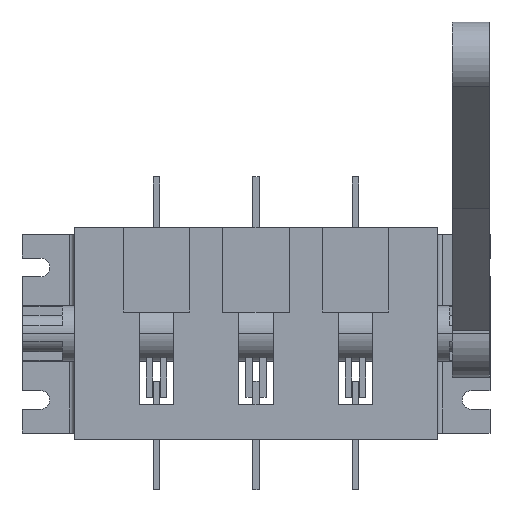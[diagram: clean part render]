
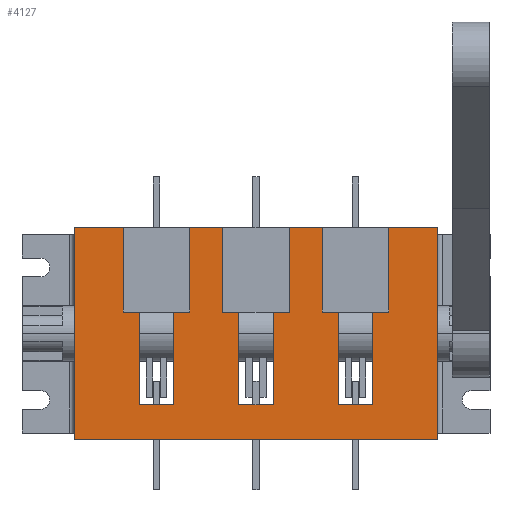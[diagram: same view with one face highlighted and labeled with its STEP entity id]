
A CAD part, top view. The second image highlights one B-rep face of the part: STEP entity #4127.
In plain terms, the highlighted planar face has unit normal (0, 0, 1).
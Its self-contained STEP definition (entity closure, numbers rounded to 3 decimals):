
#208 = CARTESIAN_POINT ( 'NONE',  ( -6.5, -13., 0. ) ) ;
#261 = CARTESIAN_POINT ( 'NONE',  ( 44., -67., 0. ) ) ;
#358 = DIRECTION ( 'NONE',  ( 0., 1., 0. ) ) ;
#377 = VERTEX_POINT ( 'NONE', #5608 ) ;
#444 = DIRECTION ( 'NONE',  ( -1., 0., 0. ) ) ;
#525 = VERTEX_POINT ( 'NONE', #1194 ) ;
#563 = FACE_BOUND ( 'NONE', #3836, .T. ) ;
#593 = ORIENTED_EDGE ( 'NONE', *, *, #7312, .T. ) ;
#697 = VERTEX_POINT ( 'NONE', #7595 ) ;
#710 = LINE ( 'NONE', #6590, #5427 ) ;
#751 = VECTOR ( 'NONE', #6030, 1000. ) ;
#823 = ORIENTED_EDGE ( 'NONE', *, *, #9728, .F. ) ;
#861 = CARTESIAN_POINT ( 'NONE',  ( 0., 0., 0. ) ) ;
#998 = VECTOR ( 'NONE', #9696, 1000. ) ;
#1194 = CARTESIAN_POINT ( 'NONE',  ( -44., -67., 0. ) ) ;
#1240 = CARTESIAN_POINT ( 'NONE',  ( -6.5, -67., 0. ) ) ;
#1280 = LINE ( 'NONE', #5793, #8700 ) ;
#1281 = EDGE_CURVE ( 'NONE', #5014, #2037, #3702, .T. ) ;
#1465 = DIRECTION ( 'NONE',  ( 0., -1., 0. ) ) ;
#1529 = CARTESIAN_POINT ( 'NONE',  ( -44., -13., 0. ) ) ;
#1618 = EDGE_CURVE ( 'NONE', #5180, #7078, #8901, .T. ) ;
#1634 = DIRECTION ( 'NONE',  ( 1., 0., 0. ) ) ;
#1651 = ORIENTED_EDGE ( 'NONE', *, *, #5692, .F. ) ;
#1679 = CARTESIAN_POINT ( 'NONE',  ( -68.5, 0., 0. ) ) ;
#1708 = LINE ( 'NONE', #1679, #7640 ) ;
#1781 = VERTEX_POINT ( 'NONE', #6483 ) ;
#1821 = CARTESIAN_POINT ( 'NONE',  ( 44., -13., 0. ) ) ;
#1863 = LINE ( 'NONE', #6137, #9349 ) ;
#1939 = ORIENTED_EDGE ( 'NONE', *, *, #2387, .T. ) ;
#2037 = VERTEX_POINT ( 'NONE', #2203 ) ;
#2130 = EDGE_CURVE ( 'NONE', #7078, #2628, #4287, .T. ) ;
#2203 = CARTESIAN_POINT ( 'NONE',  ( -31., -13., 0. ) ) ;
#2335 = FACE_OUTER_BOUND ( 'NONE', #7095, .T. ) ;
#2387 = EDGE_CURVE ( 'NONE', #3390, #2502, #1863, .T. ) ;
#2502 = VERTEX_POINT ( 'NONE', #3877 ) ;
#2548 = VECTOR ( 'NONE', #5515, 1000. ) ;
#2554 = AXIS2_PLACEMENT_3D ( 'NONE', #861, #7809, #1634 ) ;
#2590 = VECTOR ( 'NONE', #8575, 1000. ) ;
#2628 = VERTEX_POINT ( 'NONE', #1821 ) ;
#2697 = DIRECTION ( 'NONE',  ( 0., -1., 0. ) ) ;
#2785 = ORIENTED_EDGE ( 'NONE', *, *, #5542, .T. ) ;
#3047 = LINE ( 'NONE', #6256, #2548 ) ;
#3073 = ORIENTED_EDGE ( 'NONE', *, *, #7883, .F. ) ;
#3150 = VECTOR ( 'NONE', #4507, 1000. ) ;
#3237 = DIRECTION ( 'NONE',  ( -1., 0., 0. ) ) ;
#3251 = CARTESIAN_POINT ( 'NONE',  ( -44., -13., 0. ) ) ;
#3390 = VERTEX_POINT ( 'NONE', #8831 ) ;
#3602 = DIRECTION ( 'NONE',  ( 1., 0., 0. ) ) ;
#3610 = CARTESIAN_POINT ( 'NONE',  ( 68.5, -80., 0. ) ) ;
#3702 = LINE ( 'NONE', #6492, #4196 ) ;
#3714 = CARTESIAN_POINT ( 'NONE',  ( 68.5, 0., 0. ) ) ;
#3751 = CARTESIAN_POINT ( 'NONE',  ( 44., -67., 0. ) ) ;
#3804 = VECTOR ( 'NONE', #7623, 1000. ) ;
#3805 = ORIENTED_EDGE ( 'NONE', *, *, #1281, .F. ) ;
#3836 = EDGE_LOOP ( 'NONE', ( #8959, #7069, #4108, #7446 ) ) ;
#3877 = CARTESIAN_POINT ( 'NONE',  ( -68.5, -80., 0. ) ) ;
#3934 = VERTEX_POINT ( 'NONE', #8456 ) ;
#4036 = CARTESIAN_POINT ( 'NONE',  ( 31., -67., 0. ) ) ;
#4108 = ORIENTED_EDGE ( 'NONE', *, *, #2130, .F. ) ;
#4127 = ADVANCED_FACE ( 'NONE', ( #563, #6114, #6507, #2335 ), #4655, .T. ) ;
#4196 = VECTOR ( 'NONE', #358, 1000. ) ;
#4287 = LINE ( 'NONE', #3751, #3804 ) ;
#4297 = LINE ( 'NONE', #1529, #7815 ) ;
#4435 = ORIENTED_EDGE ( 'NONE', *, *, #5890, .F. ) ;
#4493 = EDGE_CURVE ( 'NONE', #4785, #697, #5728, .T. ) ;
#4507 = DIRECTION ( 'NONE',  ( 0., -1., 0. ) ) ;
#4655 = PLANE ( 'NONE',  #2554 ) ;
#4671 = CARTESIAN_POINT ( 'NONE',  ( 31., -67., 0. ) ) ;
#4785 = VERTEX_POINT ( 'NONE', #6980 ) ;
#4973 = VECTOR ( 'NONE', #5410, 1000. ) ;
#5014 = VERTEX_POINT ( 'NONE', #5328 ) ;
#5108 = LINE ( 'NONE', #5850, #998 ) ;
#5180 = VERTEX_POINT ( 'NONE', #4036 ) ;
#5198 = LINE ( 'NONE', #7701, #3150 ) ;
#5265 = CARTESIAN_POINT ( 'NONE',  ( -44., -67., 0. ) ) ;
#5328 = CARTESIAN_POINT ( 'NONE',  ( -31., -67., 0. ) ) ;
#5410 = DIRECTION ( 'NONE',  ( 0., -1., 0. ) ) ;
#5427 = VECTOR ( 'NONE', #9114, 1000. ) ;
#5515 = DIRECTION ( 'NONE',  ( 1., 0., 0. ) ) ;
#5529 = LINE ( 'NONE', #5976, #7841 ) ;
#5542 = EDGE_CURVE ( 'NONE', #6719, #1781, #6939, .T. ) ;
#5608 = CARTESIAN_POINT ( 'NONE',  ( 6.5, -13., 0. ) ) ;
#5692 = EDGE_CURVE ( 'NONE', #6917, #525, #9189, .T. ) ;
#5728 = LINE ( 'NONE', #1240, #9805 ) ;
#5793 = CARTESIAN_POINT ( 'NONE',  ( 31., -67., 0. ) ) ;
#5819 = EDGE_CURVE ( 'NONE', #1781, #3390, #1708, .T. ) ;
#5843 = ORIENTED_EDGE ( 'NONE', *, *, #8252, .F. ) ;
#5850 = CARTESIAN_POINT ( 'NONE',  ( 6.5, -67., 0. ) ) ;
#5890 = EDGE_CURVE ( 'NONE', #525, #5014, #3047, .T. ) ;
#5951 = ORIENTED_EDGE ( 'NONE', *, *, #6167, .F. ) ;
#5976 = CARTESIAN_POINT ( 'NONE',  ( 31., -13., 0. ) ) ;
#6030 = DIRECTION ( 'NONE',  ( 0., 1., 0. ) ) ;
#6114 = FACE_BOUND ( 'NONE', #7893, .T. ) ;
#6127 = LINE ( 'NONE', #7826, #6765 ) ;
#6137 = CARTESIAN_POINT ( 'NONE',  ( -68.5, 0., 0. ) ) ;
#6167 = EDGE_CURVE ( 'NONE', #6528, #4785, #5198, .T. ) ;
#6256 = CARTESIAN_POINT ( 'NONE',  ( -44., -67., 0. ) ) ;
#6483 = CARTESIAN_POINT ( 'NONE',  ( 68.5, 0., 0. ) ) ;
#6492 = CARTESIAN_POINT ( 'NONE',  ( -31., -67., 0. ) ) ;
#6507 = FACE_BOUND ( 'NONE', #8888, .T. ) ;
#6528 = VERTEX_POINT ( 'NONE', #208 ) ;
#6590 = CARTESIAN_POINT ( 'NONE',  ( -68.5, -80., 0. ) ) ;
#6646 = ORIENTED_EDGE ( 'NONE', *, *, #5819, .T. ) ;
#6719 = VERTEX_POINT ( 'NONE', #3610 ) ;
#6765 = VECTOR ( 'NONE', #7792, 1000. ) ;
#6917 = VERTEX_POINT ( 'NONE', #3251 ) ;
#6939 = LINE ( 'NONE', #3714, #751 ) ;
#6980 = CARTESIAN_POINT ( 'NONE',  ( -6.5, -67., 0. ) ) ;
#7005 = ORIENTED_EDGE ( 'NONE', *, *, #4493, .F. ) ;
#7069 = ORIENTED_EDGE ( 'NONE', *, *, #7554, .F. ) ;
#7078 = VERTEX_POINT ( 'NONE', #261 ) ;
#7095 = EDGE_LOOP ( 'NONE', ( #1939, #593, #2785, #6646 ) ) ;
#7312 = EDGE_CURVE ( 'NONE', #2502, #6719, #710, .T. ) ;
#7324 = EDGE_CURVE ( 'NONE', #3934, #5180, #1280, .T. ) ;
#7446 = ORIENTED_EDGE ( 'NONE', *, *, #1618, .F. ) ;
#7554 = EDGE_CURVE ( 'NONE', #2628, #3934, #5529, .T. ) ;
#7595 = CARTESIAN_POINT ( 'NONE',  ( 6.5, -67., 0. ) ) ;
#7623 = DIRECTION ( 'NONE',  ( 0., 1., 0. ) ) ;
#7640 = VECTOR ( 'NONE', #3237, 1000. ) ;
#7701 = CARTESIAN_POINT ( 'NONE',  ( -6.5, -67., 0. ) ) ;
#7792 = DIRECTION ( 'NONE',  ( -1., 0., 0. ) ) ;
#7809 = DIRECTION ( 'NONE',  ( 0., 0., 1. ) ) ;
#7815 = VECTOR ( 'NONE', #9932, 1000. ) ;
#7826 = CARTESIAN_POINT ( 'NONE',  ( -6.5, -13., 0. ) ) ;
#7841 = VECTOR ( 'NONE', #444, 1000. ) ;
#7883 = EDGE_CURVE ( 'NONE', #2037, #6917, #4297, .T. ) ;
#7893 = EDGE_LOOP ( 'NONE', ( #1651, #3073, #3805, #4435 ) ) ;
#8252 = EDGE_CURVE ( 'NONE', #697, #377, #5108, .T. ) ;
#8456 = CARTESIAN_POINT ( 'NONE',  ( 31., -13., 0. ) ) ;
#8575 = DIRECTION ( 'NONE',  ( 1., 0., 0. ) ) ;
#8700 = VECTOR ( 'NONE', #2697, 1000. ) ;
#8831 = CARTESIAN_POINT ( 'NONE',  ( -68.5, 0., 0. ) ) ;
#8888 = EDGE_LOOP ( 'NONE', ( #5951, #823, #5843, #7005 ) ) ;
#8901 = LINE ( 'NONE', #4671, #2590 ) ;
#8959 = ORIENTED_EDGE ( 'NONE', *, *, #7324, .F. ) ;
#9114 = DIRECTION ( 'NONE',  ( 1., 0., 0. ) ) ;
#9189 = LINE ( 'NONE', #5265, #4973 ) ;
#9349 = VECTOR ( 'NONE', #1465, 1000. ) ;
#9696 = DIRECTION ( 'NONE',  ( 0., 1., 0. ) ) ;
#9728 = EDGE_CURVE ( 'NONE', #377, #6528, #6127, .T. ) ;
#9805 = VECTOR ( 'NONE', #3602, 1000. ) ;
#9932 = DIRECTION ( 'NONE',  ( -1., 0., 0. ) ) ;
